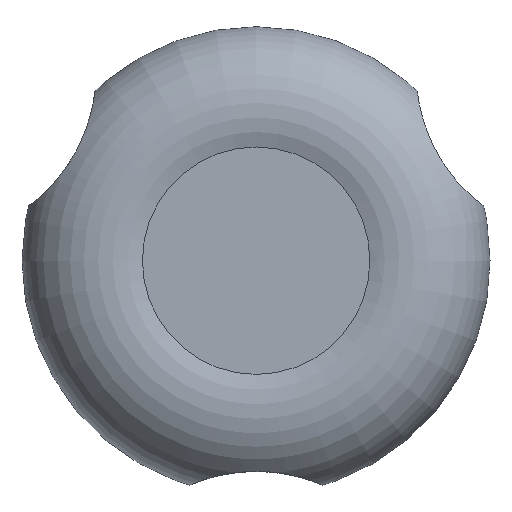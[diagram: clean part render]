
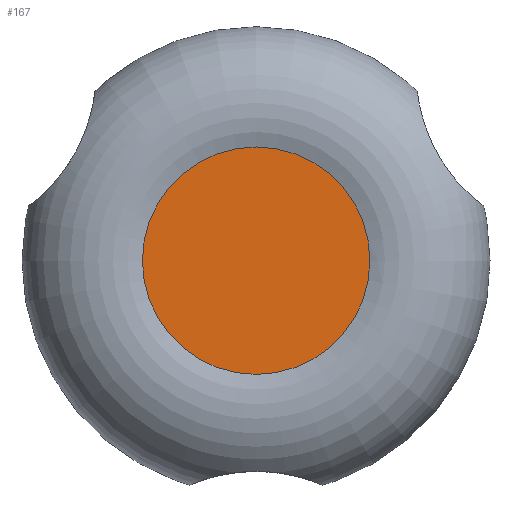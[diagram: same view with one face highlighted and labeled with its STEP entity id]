
A CAD part, top view. The second image highlights one B-rep face of the part: STEP entity #167.
In plain terms, the highlighted planar face has unit normal (0, 0, 1).
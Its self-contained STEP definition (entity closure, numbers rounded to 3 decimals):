
#167 = ADVANCED_FACE( '', ( #354 ), #355, .F. );
#354 = FACE_OUTER_BOUND( '', #546, .T. );
#355 = PLANE( '', #547 );
#546 = EDGE_LOOP( '', ( #958 ) );
#547 = AXIS2_PLACEMENT_3D( '', #959, #960, #961 );
#958 = ORIENTED_EDGE( '', *, *, #1092, .T. );
#959 = CARTESIAN_POINT( '', ( 0., 0., 43. ) );
#960 = DIRECTION( '', ( 0., 0., -1. ) );
#961 = DIRECTION( '', ( -1., 0., 0. ) );
#1092 = EDGE_CURVE( '', #1300, #1300, #1301, .T. );
#1300 = VERTEX_POINT( '', #1867 );
#1301 = CIRCLE( '', #1868, 17. );
#1867 = CARTESIAN_POINT( '', ( 17., 0., 43. ) );
#1868 = AXIS2_PLACEMENT_3D( '', #2471, #2472, #2473 );
#2471 = CARTESIAN_POINT( '', ( 0., 0., 43. ) );
#2472 = DIRECTION( '', ( 0., 0., 1. ) );
#2473 = DIRECTION( '', ( 1., 0., 0. ) );
